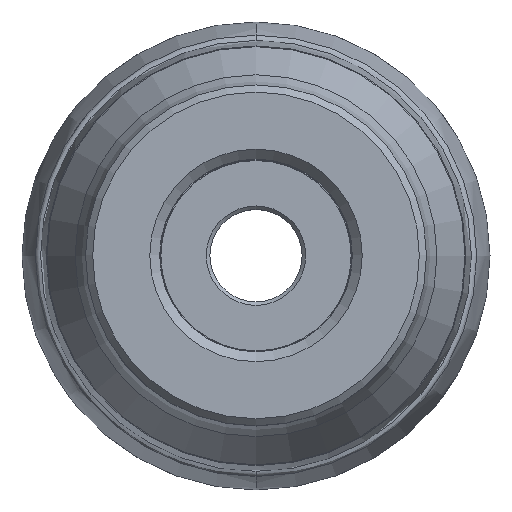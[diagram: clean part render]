
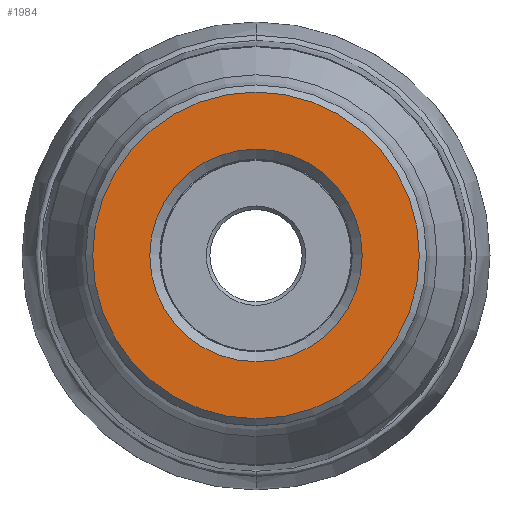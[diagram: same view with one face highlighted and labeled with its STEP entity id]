
A CAD part, top view. The second image highlights one B-rep face of the part: STEP entity #1984.
In plain terms, the highlighted face is planar.
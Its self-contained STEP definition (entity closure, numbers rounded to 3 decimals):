
#6 = CARTESIAN_POINT ( 'NONE',  ( 0., 0., -50. ) ) ;
#55 = FACE_OUTER_BOUND ( 'NONE', #1936, .T. ) ;
#89 = DIRECTION ( 'NONE',  ( 1., 0., 0. ) ) ;
#117 = CARTESIAN_POINT ( 'NONE',  ( 14.96, 0., -50. ) ) ;
#375 = AXIS2_PLACEMENT_3D ( 'NONE', #2218, #1127, #1306 ) ;
#682 = ORIENTED_EDGE ( 'NONE', *, *, #2395, .T. ) ;
#748 = FACE_BOUND ( 'NONE', #2735, .T. ) ;
#1060 = AXIS2_PLACEMENT_3D ( 'NONE', #2637, #1227, #89 ) ;
#1127 = DIRECTION ( 'NONE',  ( 0., 0., 1. ) ) ;
#1146 = DIRECTION ( 'NONE',  ( 0., 0., 1. ) ) ;
#1202 = AXIS2_PLACEMENT_3D ( 'NONE', #6, #1146, #2483 ) ;
#1227 = DIRECTION ( 'NONE',  ( 0., 0., 1. ) ) ;
#1229 = CIRCLE ( 'NONE', #375, 23. ) ;
#1306 = DIRECTION ( 'NONE',  ( 1., 0., 0. ) ) ;
#1483 = VERTEX_POINT ( 'NONE', #2930 ) ;
#1701 = CIRCLE ( 'NONE', #1202, 14.96 ) ;
#1709 = PLANE ( 'NONE',  #1060 ) ;
#1936 = EDGE_LOOP ( 'NONE', ( #2155 ) ) ;
#1984 = ADVANCED_FACE ( 'NONE', ( #55, #748 ), #1709, .F. ) ;
#2126 = EDGE_CURVE ( 'NONE', #1483, #1483, #1229, .T. ) ;
#2155 = ORIENTED_EDGE ( 'NONE', *, *, #2126, .F. ) ;
#2218 = CARTESIAN_POINT ( 'NONE',  ( 0., 0., -50. ) ) ;
#2395 = EDGE_CURVE ( 'NONE', #2932, #2932, #1701, .T. ) ;
#2483 = DIRECTION ( 'NONE',  ( 1., 0., 0. ) ) ;
#2637 = CARTESIAN_POINT ( 'NONE',  ( -21.325, -8.616, -50. ) ) ;
#2735 = EDGE_LOOP ( 'NONE', ( #682 ) ) ;
#2930 = CARTESIAN_POINT ( 'NONE',  ( 23., 0., -50. ) ) ;
#2932 = VERTEX_POINT ( 'NONE', #117 ) ;
